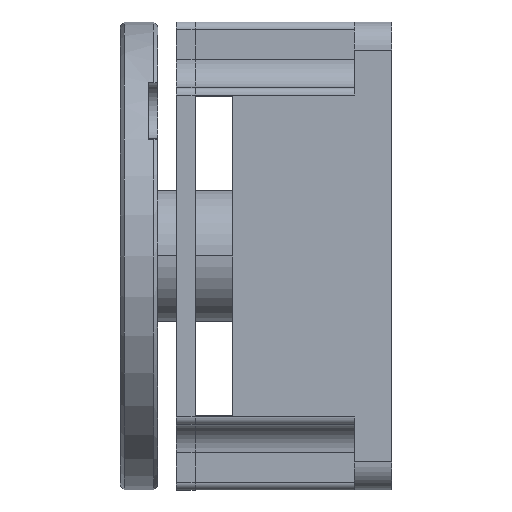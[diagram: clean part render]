
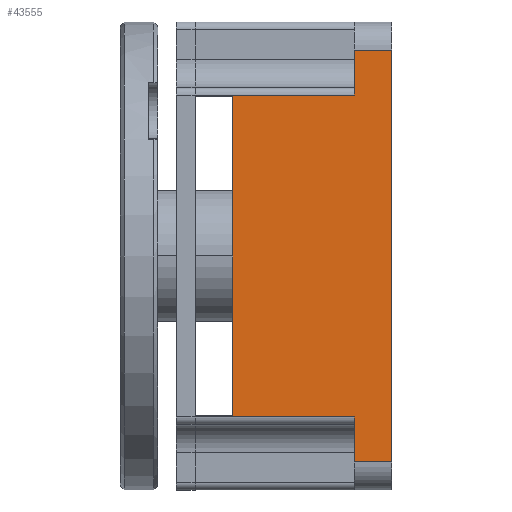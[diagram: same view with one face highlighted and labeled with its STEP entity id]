
A CAD part, left-side view. The second image highlights one B-rep face of the part: STEP entity #43555.
In plain terms, the highlighted planar face has unit normal (-1, 0, 0).
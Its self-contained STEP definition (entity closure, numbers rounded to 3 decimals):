
#793 = CARTESIAN_POINT ( 'NONE',  ( -12.5, 8.5, -8.5 ) ) ;
#1351 = LINE ( 'NONE', #17303, #15211 ) ;
#1692 = DIRECTION ( 'NONE',  ( 0., 0., -1. ) ) ;
#3500 = CARTESIAN_POINT ( 'NONE',  ( -12.5, 0., -11. ) ) ;
#3538 = VECTOR ( 'NONE', #32823, 1000. ) ;
#3947 = CARTESIAN_POINT ( 'NONE',  ( -12.5, 2., 12.5 ) ) ;
#4108 = EDGE_CURVE ( 'NONE', #33024, #53539, #23103, .T. ) ;
#5670 = VECTOR ( 'NONE', #65267, 1000. ) ;
#8135 = CARTESIAN_POINT ( 'NONE',  ( -12.5, 10.5, -8.5 ) ) ;
#8929 = VECTOR ( 'NONE', #26446, 1000. ) ;
#9493 = ORIENTED_EDGE ( 'NONE', *, *, #20416, .T. ) ;
#10193 = VECTOR ( 'NONE', #18538, 1000. ) ;
#10835 = EDGE_CURVE ( 'NONE', #33024, #62135, #33805, .T. ) ;
#10837 = VECTOR ( 'NONE', #16126, 1000. ) ;
#11118 = CARTESIAN_POINT ( 'NONE',  ( -12.5, 2., -11. ) ) ;
#12183 = FACE_OUTER_BOUND ( 'NONE', #42273, .T. ) ;
#12842 = CARTESIAN_POINT ( 'NONE',  ( -12.5, 10.5, -12.5 ) ) ;
#13081 = LINE ( 'NONE', #28785, #10193 ) ;
#14826 = CARTESIAN_POINT ( 'NONE',  ( -12.5, 2., 11. ) ) ;
#15211 = VECTOR ( 'NONE', #64909, 1000. ) ;
#16126 = DIRECTION ( 'NONE',  ( 0., 0., 1. ) ) ;
#16144 = EDGE_CURVE ( 'NONE', #48931, #16705, #30883, .T. ) ;
#16292 = CARTESIAN_POINT ( 'NONE',  ( -12.5, 8.5, 8.5 ) ) ;
#16705 = VERTEX_POINT ( 'NONE', #30976 ) ;
#16818 = LINE ( 'NONE', #32810, #10837 ) ;
#17303 = CARTESIAN_POINT ( 'NONE',  ( -12.5, 10.5, 8.6 ) ) ;
#18538 = DIRECTION ( 'NONE',  ( 0., 0., 1. ) ) ;
#20416 = EDGE_CURVE ( 'NONE', #46155, #65567, #53986, .T. ) ;
#20731 = CARTESIAN_POINT ( 'NONE',  ( -12.5, 10.5, 11. ) ) ;
#23103 = LINE ( 'NONE', #33348, #5670 ) ;
#23470 = CARTESIAN_POINT ( 'NONE',  ( -12.5, 10.5, 8.6 ) ) ;
#23721 = VECTOR ( 'NONE', #59090, 1000. ) ;
#24263 = CARTESIAN_POINT ( 'NONE',  ( -12.5, 10.5, -12.5 ) ) ;
#24363 = DIRECTION ( 'NONE',  ( 0., 0., 1. ) ) ;
#25102 = CARTESIAN_POINT ( 'NONE',  ( -12.5, 8.5, -8.5 ) ) ;
#25893 = EDGE_CURVE ( 'NONE', #46155, #53539, #38661, .T. ) ;
#26338 = LINE ( 'NONE', #793, #29540 ) ;
#26446 = DIRECTION ( 'NONE',  ( 0., 1., 0. ) ) ;
#26518 = VERTEX_POINT ( 'NONE', #14826 ) ;
#26630 = DIRECTION ( 'NONE',  ( 0., 0., 1. ) ) ;
#26794 = EDGE_CURVE ( 'NONE', #45527, #26518, #40213, .T. ) ;
#27513 = CARTESIAN_POINT ( 'NONE',  ( -12.5, 2., -8.6 ) ) ;
#28785 = CARTESIAN_POINT ( 'NONE',  ( -12.5, 10.5, -12.5 ) ) ;
#29382 = ORIENTED_EDGE ( 'NONE', *, *, #43936, .F. ) ;
#29540 = VECTOR ( 'NONE', #51860, 1000. ) ;
#30883 = LINE ( 'NONE', #61485, #8929 ) ;
#30976 = CARTESIAN_POINT ( 'NONE',  ( -12.5, 10.5, 8.5 ) ) ;
#31712 = LINE ( 'NONE', #52809, #34745 ) ;
#32693 = ORIENTED_EDGE ( 'NONE', *, *, #62721, .F. ) ;
#32810 = CARTESIAN_POINT ( 'NONE',  ( -12.5, 8.5, 8.5 ) ) ;
#32823 = DIRECTION ( 'NONE',  ( 0., 0., 1. ) ) ;
#33024 = VERTEX_POINT ( 'NONE', #65549 ) ;
#33348 = CARTESIAN_POINT ( 'NONE',  ( -12.5, 10.5, -8.6 ) ) ;
#33805 = LINE ( 'NONE', #24263, #57411 ) ;
#34745 = VECTOR ( 'NONE', #26630, 1000. ) ;
#36374 = ORIENTED_EDGE ( 'NONE', *, *, #43465, .T. ) ;
#38045 = CARTESIAN_POINT ( 'NONE',  ( -12.5, 10.5, -11. ) ) ;
#38222 = ORIENTED_EDGE ( 'NONE', *, *, #52811, .F. ) ;
#38608 = DIRECTION ( 'NONE',  ( 0., 0., 1. ) ) ;
#38661 = LINE ( 'NONE', #39325, #3538 ) ;
#38749 = EDGE_CURVE ( 'NONE', #47461, #62135, #26338, .T. ) ;
#38797 = PLANE ( 'NONE',  #64106 ) ;
#39325 = CARTESIAN_POINT ( 'NONE',  ( -12.5, 2., -12.5 ) ) ;
#39902 = ORIENTED_EDGE ( 'NONE', *, *, #61046, .T. ) ;
#40213 = LINE ( 'NONE', #20731, #42842 ) ;
#42273 = EDGE_LOOP ( 'NONE', ( #29382, #36374, #38222, #65667, #32693, #64408, #43551, #59560, #49870, #9493, #39902, #45710 ) ) ;
#42842 = VECTOR ( 'NONE', #51405, 1000. ) ;
#43465 = EDGE_CURVE ( 'NONE', #59718, #55119, #1351, .T. ) ;
#43551 = ORIENTED_EDGE ( 'NONE', *, *, #10835, .F. ) ;
#43555 = ADVANCED_FACE ( 'NONE', ( #12183 ), #38797, .F. ) ;
#43936 = EDGE_CURVE ( 'NONE', #59718, #26518, #50223, .T. ) ;
#45527 = VERTEX_POINT ( 'NONE', #61167 ) ;
#45710 = ORIENTED_EDGE ( 'NONE', *, *, #26794, .T. ) ;
#46155 = VERTEX_POINT ( 'NONE', #11118 ) ;
#47461 = VERTEX_POINT ( 'NONE', #25102 ) ;
#48931 = VERTEX_POINT ( 'NONE', #16292 ) ;
#49870 = ORIENTED_EDGE ( 'NONE', *, *, #25893, .F. ) ;
#50223 = LINE ( 'NONE', #3947, #58736 ) ;
#51405 = DIRECTION ( 'NONE',  ( 0., 1., 0. ) ) ;
#51860 = DIRECTION ( 'NONE',  ( 0., 1., 0. ) ) ;
#52809 = CARTESIAN_POINT ( 'NONE',  ( -12.5, 0., -12.5 ) ) ;
#52811 = EDGE_CURVE ( 'NONE', #16705, #55119, #13081, .T. ) ;
#53539 = VERTEX_POINT ( 'NONE', #27513 ) ;
#53986 = LINE ( 'NONE', #38045, #23721 ) ;
#55119 = VERTEX_POINT ( 'NONE', #23470 ) ;
#55676 = CARTESIAN_POINT ( 'NONE',  ( -12.5, 2., 8.6 ) ) ;
#57411 = VECTOR ( 'NONE', #38608, 1000. ) ;
#58736 = VECTOR ( 'NONE', #24363, 1000. ) ;
#59090 = DIRECTION ( 'NONE',  ( 0., -1., 0. ) ) ;
#59490 = DIRECTION ( 'NONE',  ( 1., 0., 0. ) ) ;
#59560 = ORIENTED_EDGE ( 'NONE', *, *, #4108, .T. ) ;
#59718 = VERTEX_POINT ( 'NONE', #55676 ) ;
#61046 = EDGE_CURVE ( 'NONE', #65567, #45527, #31712, .T. ) ;
#61167 = CARTESIAN_POINT ( 'NONE',  ( -12.5, 0., 11. ) ) ;
#61485 = CARTESIAN_POINT ( 'NONE',  ( -12.5, 8.5, 8.5 ) ) ;
#62135 = VERTEX_POINT ( 'NONE', #8135 ) ;
#62721 = EDGE_CURVE ( 'NONE', #47461, #48931, #16818, .T. ) ;
#64106 = AXIS2_PLACEMENT_3D ( 'NONE', #12842, #59490, #1692 ) ;
#64408 = ORIENTED_EDGE ( 'NONE', *, *, #38749, .T. ) ;
#64909 = DIRECTION ( 'NONE',  ( 0., 1., 0. ) ) ;
#65267 = DIRECTION ( 'NONE',  ( 0., -1., 0. ) ) ;
#65549 = CARTESIAN_POINT ( 'NONE',  ( -12.5, 10.5, -8.6 ) ) ;
#65567 = VERTEX_POINT ( 'NONE', #3500 ) ;
#65667 = ORIENTED_EDGE ( 'NONE', *, *, #16144, .F. ) ;
